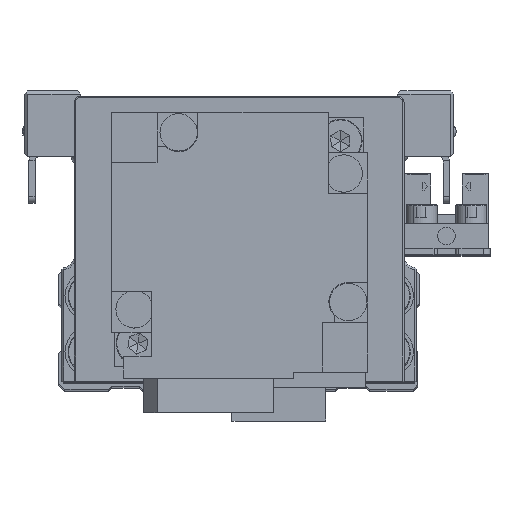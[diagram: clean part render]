
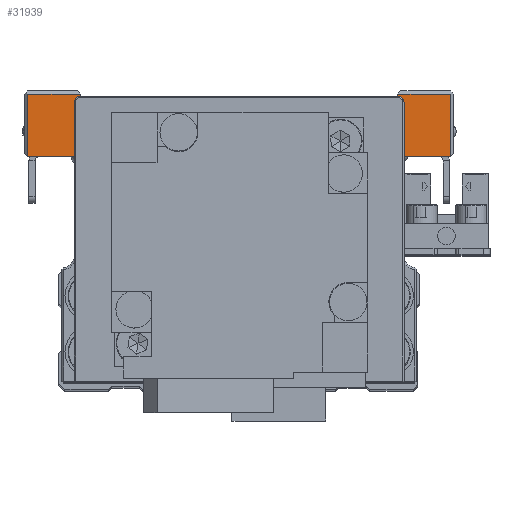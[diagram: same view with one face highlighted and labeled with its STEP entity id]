
A CAD part, top view. The second image highlights one B-rep face of the part: STEP entity #31939.
In plain terms, the highlighted face is planar.
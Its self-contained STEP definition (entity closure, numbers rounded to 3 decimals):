
#187 = DIRECTION ( 'NONE',  ( 0., 0., -1. ) ) ;
#225 = DIRECTION ( 'NONE',  ( 0., 0., 1. ) ) ;
#519 = CARTESIAN_POINT ( 'NONE',  ( 25.5, 5., 34. ) ) ;
#671 = VERTEX_POINT ( 'NONE', #18107 ) ;
#768 = EDGE_CURVE ( 'NONE', #22680, #25201, #16097, .T. ) ;
#1051 = LINE ( 'NONE', #11266, #13151 ) ;
#1266 = LINE ( 'NONE', #11466, #17049 ) ;
#1339 = CARTESIAN_POINT ( 'NONE',  ( 25.5, 5., 16.5 ) ) ;
#1920 = VERTEX_POINT ( 'NONE', #6949 ) ;
#3077 = CARTESIAN_POINT ( 'NONE',  ( 25.5, -6., -16.2 ) ) ;
#3210 = ORIENTED_EDGE ( 'NONE', *, *, #19780, .T. ) ;
#3355 = VERTEX_POINT ( 'NONE', #28802 ) ;
#3397 = DIRECTION ( 'NONE',  ( 0., 0., -1. ) ) ;
#3539 = CARTESIAN_POINT ( 'NONE',  ( 25.5, -6., 16.5 ) ) ;
#3583 = AXIS2_PLACEMENT_3D ( 'NONE', #31194, #8331, #18531 ) ;
#3948 = VERTEX_POINT ( 'NONE', #30028 ) ;
#4421 = CARTESIAN_POINT ( 'NONE',  ( 25.5, 5., -16.5 ) ) ;
#4772 = LINE ( 'NONE', #14992, #12123 ) ;
#5127 = EDGE_LOOP ( 'NONE', ( #7691, #8808, #32358, #30834, #28492, #30533, #18808, #3210, #32875, #10928, #9184, #28172, #5378, #13212 ) ) ;
#5378 = ORIENTED_EDGE ( 'NONE', *, *, #24956, .F. ) ;
#5611 = VECTOR ( 'NONE', #10744, 1000. ) ;
#6843 = DIRECTION ( 'NONE',  ( 0., -1., 0. ) ) ;
#6914 = DIRECTION ( 'NONE',  ( 0., 0., 1. ) ) ;
#6949 = CARTESIAN_POINT ( 'NONE',  ( 25.5, -5.7, 16.5 ) ) ;
#7418 = CARTESIAN_POINT ( 'NONE',  ( 25.5, 5., -34. ) ) ;
#7691 = ORIENTED_EDGE ( 'NONE', *, *, #19514, .T. ) ;
#8275 = VERTEX_POINT ( 'NONE', #22901 ) ;
#8331 = DIRECTION ( 'NONE',  ( -1., 0., 0. ) ) ;
#8808 = ORIENTED_EDGE ( 'NONE', *, *, #16979, .T. ) ;
#9184 = ORIENTED_EDGE ( 'NONE', *, *, #20996, .T. ) ;
#9318 = DIRECTION ( 'NONE',  ( 0., 1., 0. ) ) ;
#9322 = LINE ( 'NONE', #19502, #29696 ) ;
#9842 = VECTOR ( 'NONE', #6914, 1000. ) ;
#10744 = DIRECTION ( 'NONE',  ( 0., -1., 0. ) ) ;
#10865 = FACE_OUTER_BOUND ( 'NONE', #5127, .T. ) ;
#10928 = ORIENTED_EDGE ( 'NONE', *, *, #768, .T. ) ;
#11147 = EDGE_CURVE ( 'NONE', #8275, #23464, #12949, .T. ) ;
#11266 = CARTESIAN_POINT ( 'NONE',  ( 25.5, -6., -16.2 ) ) ;
#11466 = CARTESIAN_POINT ( 'NONE',  ( 25.5, 10.5, -25.5 ) ) ;
#11548 = DIRECTION ( 'NONE',  ( 0., -1., 0. ) ) ;
#11584 = EDGE_CURVE ( 'NONE', #27710, #23175, #12904, .T. ) ;
#12123 = VECTOR ( 'NONE', #25175, 1000. ) ;
#12332 = LINE ( 'NONE', #22523, #19138 ) ;
#12904 = LINE ( 'NONE', #23085, #19750 ) ;
#12949 = LINE ( 'NONE', #23125, #14562 ) ;
#13151 = VECTOR ( 'NONE', #21447, 1000. ) ;
#13180 = VERTEX_POINT ( 'NONE', #24390 ) ;
#13212 = ORIENTED_EDGE ( 'NONE', *, *, #20877, .F. ) ;
#13742 = DIRECTION ( 'NONE',  ( 0., 0., 1. ) ) ;
#14562 = VECTOR ( 'NONE', #225, 1000. ) ;
#14756 = CARTESIAN_POINT ( 'NONE',  ( 25.5, 5., 16.5 ) ) ;
#14992 = CARTESIAN_POINT ( 'NONE',  ( 25.5, 5., -34. ) ) ;
#16097 = LINE ( 'NONE', #26275, #17614 ) ;
#16979 = EDGE_CURVE ( 'NONE', #13180, #21742, #19619, .T. ) ;
#17049 = VECTOR ( 'NONE', #21644, 1000. ) ;
#17614 = VECTOR ( 'NONE', #3397, 1000. ) ;
#18107 = CARTESIAN_POINT ( 'NONE',  ( 25.5, 10.5, -25.5 ) ) ;
#18162 = CARTESIAN_POINT ( 'NONE',  ( 25.5, 15., -25.5 ) ) ;
#18531 = DIRECTION ( 'NONE',  ( 0., 0., 1. ) ) ;
#18808 = ORIENTED_EDGE ( 'NONE', *, *, #27167, .F. ) ;
#18988 = EDGE_CURVE ( 'NONE', #21742, #27710, #23414, .T. ) ;
#19109 = LINE ( 'NONE', #29270, #28165 ) ;
#19138 = VECTOR ( 'NONE', #32699, 1000. ) ;
#19502 = CARTESIAN_POINT ( 'NONE',  ( 25.5, 10.5, -25.5 ) ) ;
#19514 = EDGE_CURVE ( 'NONE', #3355, #13180, #22017, .T. ) ;
#19619 = LINE ( 'NONE', #29785, #9842 ) ;
#19750 = VECTOR ( 'NONE', #187, 1000. ) ;
#19780 = EDGE_CURVE ( 'NONE', #21621, #3948, #1051, .T. ) ;
#20877 = EDGE_CURVE ( 'NONE', #3355, #671, #9322, .T. ) ;
#20985 = CARTESIAN_POINT ( 'NONE',  ( 25.5, 5., 34. ) ) ;
#20996 = EDGE_CURVE ( 'NONE', #25201, #8275, #4772, .T. ) ;
#21036 = PLANE ( 'NONE',  #3583 ) ;
#21437 = VECTOR ( 'NONE', #13742, 1000. ) ;
#21447 = DIRECTION ( 'NONE',  ( 0., 0.707, -0.707 ) ) ;
#21621 = VERTEX_POINT ( 'NONE', #3077 ) ;
#21644 = DIRECTION ( 'NONE',  ( 0., 1., 0. ) ) ;
#21742 = VERTEX_POINT ( 'NONE', #31630 ) ;
#21778 = EDGE_CURVE ( 'NONE', #22680, #3948, #19109, .T. ) ;
#22017 = LINE ( 'NONE', #32186, #31236 ) ;
#22273 = EDGE_CURVE ( 'NONE', #1920, #26551, #12332, .T. ) ;
#22523 = CARTESIAN_POINT ( 'NONE',  ( 25.5, -6., 16.2 ) ) ;
#22680 = VERTEX_POINT ( 'NONE', #4421 ) ;
#22901 = CARTESIAN_POINT ( 'NONE',  ( 25.5, 15., -34. ) ) ;
#23085 = CARTESIAN_POINT ( 'NONE',  ( 25.5, 5., -34.5 ) ) ;
#23125 = CARTESIAN_POINT ( 'NONE',  ( 25.5, 15., -25.5 ) ) ;
#23175 = VERTEX_POINT ( 'NONE', #14756 ) ;
#23414 = LINE ( 'NONE', #519, #5611 ) ;
#23464 = VERTEX_POINT ( 'NONE', #18162 ) ;
#24239 = LINE ( 'NONE', #1339, #32880 ) ;
#24390 = CARTESIAN_POINT ( 'NONE',  ( 25.5, 15., 25.5 ) ) ;
#24956 = EDGE_CURVE ( 'NONE', #671, #23464, #1266, .T. ) ;
#25175 = DIRECTION ( 'NONE',  ( 0., 1., 0. ) ) ;
#25201 = VERTEX_POINT ( 'NONE', #7418 ) ;
#26275 = CARTESIAN_POINT ( 'NONE',  ( 25.5, 5., -34.5 ) ) ;
#26419 = LINE ( 'NONE', #3539, #21437 ) ;
#26551 = VERTEX_POINT ( 'NONE', #32510 ) ;
#27167 = EDGE_CURVE ( 'NONE', #21621, #26551, #26419, .T. ) ;
#27710 = VERTEX_POINT ( 'NONE', #20985 ) ;
#28165 = VECTOR ( 'NONE', #6843, 1000. ) ;
#28172 = ORIENTED_EDGE ( 'NONE', *, *, #11147, .T. ) ;
#28492 = ORIENTED_EDGE ( 'NONE', *, *, #31383, .T. ) ;
#28802 = CARTESIAN_POINT ( 'NONE',  ( 25.5, 10.5, 25.5 ) ) ;
#29270 = CARTESIAN_POINT ( 'NONE',  ( 25.5, 5., -16.5 ) ) ;
#29673 = DIRECTION ( 'NONE',  ( 0., 0., -1. ) ) ;
#29696 = VECTOR ( 'NONE', #29673, 1000. ) ;
#29785 = CARTESIAN_POINT ( 'NONE',  ( 25.5, 15., 34. ) ) ;
#30028 = CARTESIAN_POINT ( 'NONE',  ( 25.5, -5.7, -16.5 ) ) ;
#30533 = ORIENTED_EDGE ( 'NONE', *, *, #22273, .T. ) ;
#30834 = ORIENTED_EDGE ( 'NONE', *, *, #11584, .T. ) ;
#31194 = CARTESIAN_POINT ( 'NONE',  ( 25.5, 5., -16.5 ) ) ;
#31236 = VECTOR ( 'NONE', #9318, 1000. ) ;
#31383 = EDGE_CURVE ( 'NONE', #23175, #1920, #24239, .T. ) ;
#31630 = CARTESIAN_POINT ( 'NONE',  ( 25.5, 15., 34. ) ) ;
#31939 = ADVANCED_FACE ( 'NONE', ( #10865 ), #21036, .F. ) ;
#32186 = CARTESIAN_POINT ( 'NONE',  ( 25.5, 10.5, 25.5 ) ) ;
#32358 = ORIENTED_EDGE ( 'NONE', *, *, #18988, .T. ) ;
#32510 = CARTESIAN_POINT ( 'NONE',  ( 25.5, -6., 16.2 ) ) ;
#32699 = DIRECTION ( 'NONE',  ( 0., -0.707, -0.707 ) ) ;
#32875 = ORIENTED_EDGE ( 'NONE', *, *, #21778, .F. ) ;
#32880 = VECTOR ( 'NONE', #11548, 1000. ) ;
